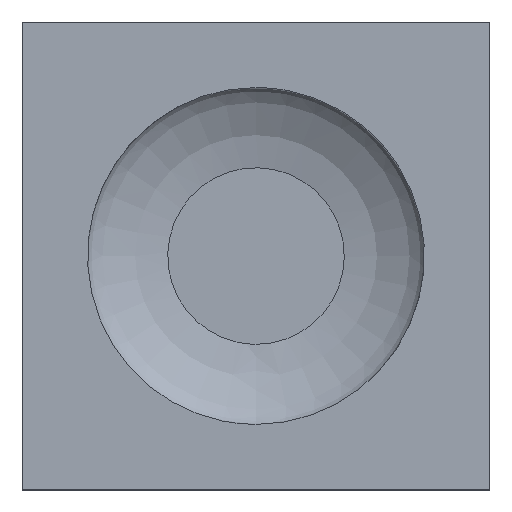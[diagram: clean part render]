
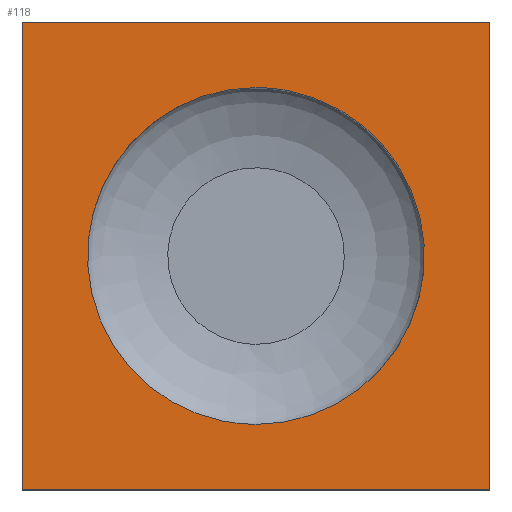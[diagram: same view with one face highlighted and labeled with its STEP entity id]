
A CAD part, top view. The second image highlights one B-rep face of the part: STEP entity #118.
In plain terms, the highlighted planar face has unit normal (0, 0, 1).
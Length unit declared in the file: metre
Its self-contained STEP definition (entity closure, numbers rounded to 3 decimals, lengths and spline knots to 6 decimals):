
#13=LINE('',#212,#25);
#14=LINE('',#215,#26);
#15=LINE('',#217,#27);
#16=LINE('',#219,#28);
#25=VECTOR('',#150,1.);
#26=VECTOR('',#151,1.);
#27=VECTOR('',#152,1.);
#28=VECTOR('',#153,1.);
#37=ORIENTED_EDGE('',*,*,#65,.T.);
#38=ORIENTED_EDGE('',*,*,#66,.T.);
#39=ORIENTED_EDGE('',*,*,#67,.T.);
#40=ORIENTED_EDGE('',*,*,#68,.T.);
#41=ORIENTED_EDGE('',*,*,#69,.T.);
#65=EDGE_CURVE('',#79,#79,#89,.F.);
#66=EDGE_CURVE('',#80,#81,#13,.T.);
#67=EDGE_CURVE('',#81,#82,#14,.T.);
#68=EDGE_CURVE('',#82,#83,#15,.T.);
#69=EDGE_CURVE('',#83,#80,#16,.T.);
#79=VERTEX_POINT('',#211);
#80=VERTEX_POINT('',#213);
#81=VERTEX_POINT('',#214);
#82=VERTEX_POINT('',#216);
#83=VERTEX_POINT('',#218);
#89=B_SPLINE_CURVE_WITH_KNOTS('',3,(#176,#177,#178,#179,#180,#181,#182,
#183,#184,#185,#186,#187,#188,#189,#190,#191,#192,#193,#194,#195,#196,#197,
#198,#199,#200,#201,#202,#203,#204,#205,#206,#207,#208,#209,#210),
 .UNSPECIFIED.,.T.,.F.,(1,1,1,1,1,1,1,1,1,1,1,1,1,1,1,1,1,1,1,1,1,1,1,1,
1,1,1,1,1,1,1,1,1,1,1,1,1,1,1),(-0.010694,-0.007129,
-0.003565,0.,0.003565,0.007129,
0.010694,0.014258,0.017823,0.021388,
0.024952,0.028517,0.032082,0.035646,
0.039211,0.042775,0.04634,0.049905,0.053469,
0.057034,0.060598,0.064163,0.067728,
0.071292,0.074857,0.078422,0.081986,
0.085551,0.089115,0.09268,0.096245,
0.099809,0.103374,0.106938,0.110503,
0.114068,0.117632,0.121197,0.124762),
 .UNSPECIFIED.);
#91=EDGE_LOOP('',(#37));
#92=EDGE_LOOP('',(#38,#39,#40,#41));
#101=FACE_BOUND('',#91,.T.);
#102=FACE_BOUND('',#92,.T.);
#111=PLANE('',#139);
#118=ADVANCED_FACE('',(#101,#102),#111,.T.);
#139=AXIS2_PLACEMENT_3D('',#175,#148,#149);
#148=DIRECTION('',(0.,0.,1.));
#149=DIRECTION('',(1.,0.,0.));
#150=DIRECTION('',(0.,-1.,0.));
#151=DIRECTION('',(1.,0.,0.));
#152=DIRECTION('',(0.,1.,0.));
#153=DIRECTION('',(-1.,0.,0.));
#175=CARTESIAN_POINT('',(-0.025,-0.0195,0.0055));
#176=CARTESIAN_POINT('',(0.003559,0.023263,0.0055));
#177=CARTESIAN_POINT('',(-0.000002,0.023618,0.0055));
#178=CARTESIAN_POINT('',(-0.003551,0.023266,0.0055));
#179=CARTESIAN_POINT('',(-0.006968,0.022222,0.0055));
#180=CARTESIAN_POINT('',(-0.010072,0.020558,0.0055));
#181=CARTESIAN_POINT('',(-0.012834,0.018286,0.0055));
#182=CARTESIAN_POINT('',(-0.015068,0.015555,0.0055));
#183=CARTESIAN_POINT('',(-0.016745,0.012416,0.0055));
#184=CARTESIAN_POINT('',(-0.017772,0.00901,0.0055));
#185=CARTESIAN_POINT('',(-0.018117,0.005496,0.0055));
#186=CARTESIAN_POINT('',(-0.017762,0.001938,0.0055));
#187=CARTESIAN_POINT('',(-0.016737,-0.001431,0.0055));
#188=CARTESIAN_POINT('',(-0.015053,-0.004581,0.0055));
#189=CARTESIAN_POINT('',(-0.012804,-0.007314,0.0055));
#190=CARTESIAN_POINT('',(-0.010064,-0.009565,0.0055));
#191=CARTESIAN_POINT('',(-0.006915,-0.011243,0.0055));
#192=CARTESIAN_POINT('',(-0.003544,-0.012266,0.0055));
#193=CARTESIAN_POINT('',(0.000016,-0.012616,0.0055));
#194=CARTESIAN_POINT('',(0.003525,-0.012269,0.0055));
#195=CARTESIAN_POINT('',(0.006935,-0.011237,0.0055));
#196=CARTESIAN_POINT('',(0.010068,-0.00956,0.0055));
#197=CARTESIAN_POINT('',(0.0128,-0.00732,0.0055));
#198=CARTESIAN_POINT('',(0.015068,-0.004557,0.0055));
#199=CARTESIAN_POINT('',(0.016729,-0.001452,0.0055));
#200=CARTESIAN_POINT('',(0.017769,0.001967,0.0055));
#201=CARTESIAN_POINT('',(0.018115,0.005486,0.0055));
#202=CARTESIAN_POINT('',(0.017772,0.00902,0.0055));
#203=CARTESIAN_POINT('',(0.016737,0.012431,0.0055));
#204=CARTESIAN_POINT('',(0.015079,0.015541,0.0055));
#205=CARTESIAN_POINT('',(0.012812,0.018308,0.0055));
#206=CARTESIAN_POINT('',(0.010089,0.020546,0.0055));
#207=CARTESIAN_POINT('',(0.006945,0.022232,0.0055));
#208=CARTESIAN_POINT('',(0.003559,0.023263,0.0055));
#209=CARTESIAN_POINT('',(-0.000002,0.023618,0.0055));
#210=CARTESIAN_POINT('',(-0.003551,0.023266,0.0055));
#211=CARTESIAN_POINT('',(0.,0.0235,0.0055));
#212=CARTESIAN_POINT('',(-0.025,-0.0195,0.0055));
#213=CARTESIAN_POINT('',(-0.025,0.0305,0.0055));
#214=CARTESIAN_POINT('',(-0.025,-0.0195,0.0055));
#215=CARTESIAN_POINT('',(-0.025,-0.0195,0.0055));
#216=CARTESIAN_POINT('',(0.025,-0.0195,0.0055));
#217=CARTESIAN_POINT('',(0.025,-0.0195,0.0055));
#218=CARTESIAN_POINT('',(0.025,0.0305,0.0055));
#219=CARTESIAN_POINT('',(-0.025,0.0305,0.0055));
